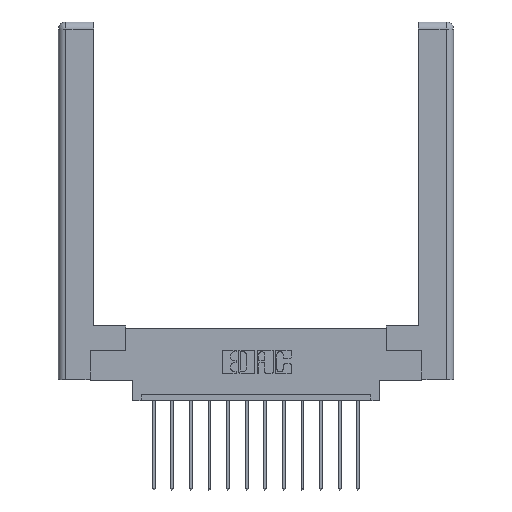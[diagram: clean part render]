
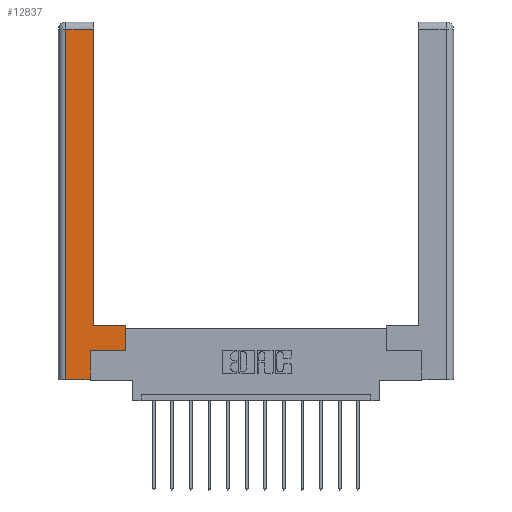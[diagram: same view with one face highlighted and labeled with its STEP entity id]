
A CAD part, top view. The second image highlights one B-rep face of the part: STEP entity #12837.
In plain terms, the highlighted planar face has unit normal (0, 0, 1).
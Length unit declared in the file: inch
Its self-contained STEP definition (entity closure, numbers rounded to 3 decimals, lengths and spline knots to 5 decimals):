
#438 = LINE ( 'NONE', #5209, #3440 ) ;
#1106 = LINE ( 'NONE', #6345, #10195 ) ;
#1174 = EDGE_CURVE ( 'NONE', #7117, #13180, #438, .T. ) ;
#1651 = CARTESIAN_POINT ( 'NONE',  ( 0.565, 0.245, 0. ) ) ;
#2059 = VERTEX_POINT ( 'NONE', #9015 ) ;
#2078 = CARTESIAN_POINT ( 'NONE',  ( 0.0615, 2.94, 0. ) ) ;
#2218 = ORIENTED_EDGE ( 'NONE', *, *, #11350, .T. ) ;
#2321 = ORIENTED_EDGE ( 'NONE', *, *, #15548, .T. ) ;
#2442 = CARTESIAN_POINT ( 'NONE',  ( 0.265, 0.245, 0. ) ) ;
#2543 = DIRECTION ( 'NONE',  ( 0., 1., 0. ) ) ;
#3440 = VECTOR ( 'NONE', #13671, 39.37008 ) ;
#3507 = VERTEX_POINT ( 'NONE', #9171 ) ;
#3868 = DIRECTION ( 'NONE',  ( 0., 0., -1. ) ) ;
#4298 = CARTESIAN_POINT ( 'NONE',  ( 0.0615, 0., 0. ) ) ;
#4305 = LINE ( 'NONE', #13405, #7162 ) ;
#4352 = LINE ( 'NONE', #9395, #13605 ) ;
#4678 = AXIS2_PLACEMENT_3D ( 'NONE', #6334, #3868, #14682 ) ;
#4688 = DIRECTION ( 'NONE',  ( 0., 1., 0. ) ) ;
#4977 = EDGE_CURVE ( 'NONE', #13445, #5779, #4305, .T. ) ;
#5005 = EDGE_CURVE ( 'NONE', #5779, #14416, #10737, .T. ) ;
#5047 = VECTOR ( 'NONE', #15301, 39.37008 ) ;
#5096 = CARTESIAN_POINT ( 'NONE',  ( 0.295, 0.45, 0. ) ) ;
#5209 = CARTESIAN_POINT ( 'NONE',  ( 0.295, 3., 0. ) ) ;
#5304 = PLANE ( 'NONE',  #4678 ) ;
#5779 = VERTEX_POINT ( 'NONE', #10678 ) ;
#6168 = LINE ( 'NONE', #1651, #8425 ) ;
#6234 = ORIENTED_EDGE ( 'NONE', *, *, #4977, .T. ) ;
#6334 = CARTESIAN_POINT ( 'NONE',  ( 0., 0., 0. ) ) ;
#6345 = CARTESIAN_POINT ( 'NONE',  ( 0.295, 0.45, 0. ) ) ;
#6850 = CARTESIAN_POINT ( 'NONE',  ( 0.565, 0.245, 0. ) ) ;
#6898 = FACE_OUTER_BOUND ( 'NONE', #12704, .T. ) ;
#7117 = VERTEX_POINT ( 'NONE', #5096 ) ;
#7162 = VECTOR ( 'NONE', #7449, 39.37008 ) ;
#7202 = EDGE_CURVE ( 'NONE', #14416, #8180, #6168, .T. ) ;
#7449 = DIRECTION ( 'NONE',  ( 1., 0., 0. ) ) ;
#8180 = VERTEX_POINT ( 'NONE', #6850 ) ;
#8425 = VECTOR ( 'NONE', #13724, 39.37008 ) ;
#8449 = LINE ( 'NONE', #2078, #5047 ) ;
#9015 = CARTESIAN_POINT ( 'NONE',  ( 0.565, 0.45, 0. ) ) ;
#9160 = VECTOR ( 'NONE', #13945, 39.37008 ) ;
#9171 = CARTESIAN_POINT ( 'NONE',  ( 0.0615, 2.94, 0. ) ) ;
#9179 = ORIENTED_EDGE ( 'NONE', *, *, #5005, .T. ) ;
#9218 = VECTOR ( 'NONE', #2543, 39.37008 ) ;
#9395 = CARTESIAN_POINT ( 'NONE',  ( 0.565, 0.45, 0. ) ) ;
#10195 = VECTOR ( 'NONE', #11161, 39.37008 ) ;
#10678 = CARTESIAN_POINT ( 'NONE',  ( 0.265, 0., 0. ) ) ;
#10737 = LINE ( 'NONE', #2442, #9218 ) ;
#10868 = ORIENTED_EDGE ( 'NONE', *, *, #1174, .T. ) ;
#11069 = ORIENTED_EDGE ( 'NONE', *, *, #14467, .T. ) ;
#11117 = EDGE_CURVE ( 'NONE', #3507, #13445, #12366, .T. ) ;
#11161 = DIRECTION ( 'NONE',  ( -1., 0., 0. ) ) ;
#11350 = EDGE_CURVE ( 'NONE', #13180, #3507, #8449, .T. ) ;
#11992 = CARTESIAN_POINT ( 'NONE',  ( 0.295, 2.94, 0. ) ) ;
#12366 = LINE ( 'NONE', #4298, #9160 ) ;
#12704 = EDGE_LOOP ( 'NONE', ( #10868, #2218, #15169, #6234, #9179, #13142, #11069, #2321 ) ) ;
#12837 = ADVANCED_FACE ( 'NONE', ( #6898 ), #5304, .F. ) ;
#13142 = ORIENTED_EDGE ( 'NONE', *, *, #7202, .T. ) ;
#13180 = VERTEX_POINT ( 'NONE', #11992 ) ;
#13405 = CARTESIAN_POINT ( 'NONE',  ( 0.265, 0., 0. ) ) ;
#13445 = VERTEX_POINT ( 'NONE', #15572 ) ;
#13605 = VECTOR ( 'NONE', #4688, 39.37008 ) ;
#13671 = DIRECTION ( 'NONE',  ( 0., 1., 0. ) ) ;
#13724 = DIRECTION ( 'NONE',  ( 1., 0., 0. ) ) ;
#13945 = DIRECTION ( 'NONE',  ( 0., -1., 0. ) ) ;
#14416 = VERTEX_POINT ( 'NONE', #15610 ) ;
#14467 = EDGE_CURVE ( 'NONE', #8180, #2059, #4352, .T. ) ;
#14682 = DIRECTION ( 'NONE',  ( -1., 0., 0. ) ) ;
#15169 = ORIENTED_EDGE ( 'NONE', *, *, #11117, .T. ) ;
#15301 = DIRECTION ( 'NONE',  ( -1., 0., 0. ) ) ;
#15548 = EDGE_CURVE ( 'NONE', #2059, #7117, #1106, .T. ) ;
#15572 = CARTESIAN_POINT ( 'NONE',  ( 0.0615, 0., 0. ) ) ;
#15610 = CARTESIAN_POINT ( 'NONE',  ( 0.265, 0.245, 0. ) ) ;
